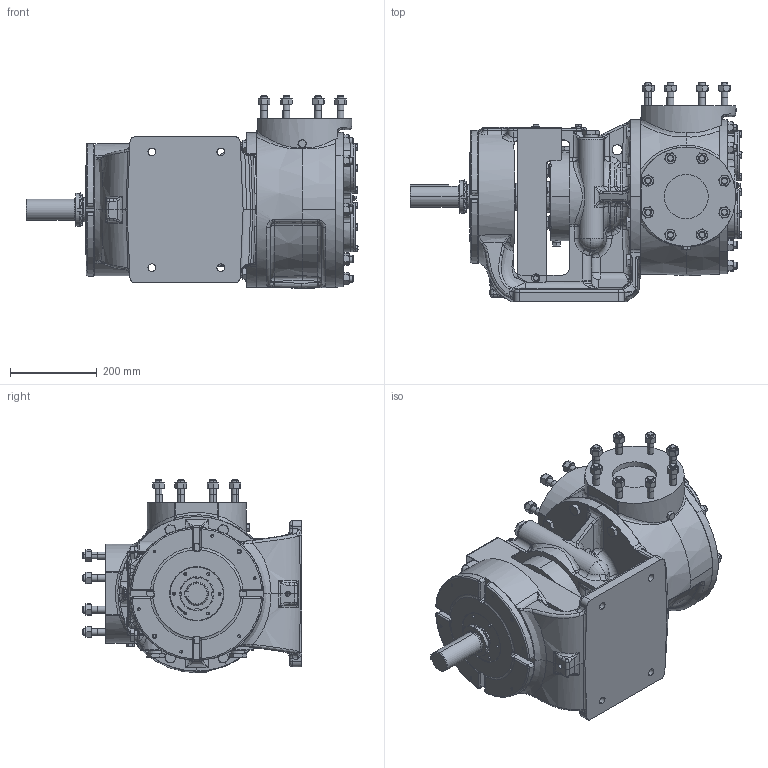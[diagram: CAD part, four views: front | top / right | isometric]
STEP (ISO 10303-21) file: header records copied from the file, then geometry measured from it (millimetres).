
FILE_DESCRIPTION (( 'STEP AP214' ), '1' );
FILE_NAME ('Q4223AA.STEP', '2017-01-30T14:31:11', ( '' ), ( '' ), 'SwSTEP 2.0', 'SolidWorks 2016', '' );
FILE_SCHEMA (( 'AUTOMOTIVE_DESIGN' ));
Length unit declared in the file: inch
Products named in the file (2): Q4223AA
Bounding box: 764.4 x 504.7 x 444.88 mm (x, y, z)
Volume: 46294943.9 mm3; surface area: 1827820.8 mm2
Topology: 1 solids, 1 shells, 4180 faces, 10423 edges, 6431 vertices
Faces by surface type: plane 1690, cylinder 829, bspline 786, cone 751, torus 84, sphere 40
Entity records: 215376 total; most frequent: CARTESIAN_POINT 83651, ORIENTED_EDGE 20666, DIRECTION 16657, EDGE_CURVE 10333, VERTEX_POINT 6431, AXIS2_PLACEMENT_3D 6202, EDGE_LOOP 4528, LINE 4253
